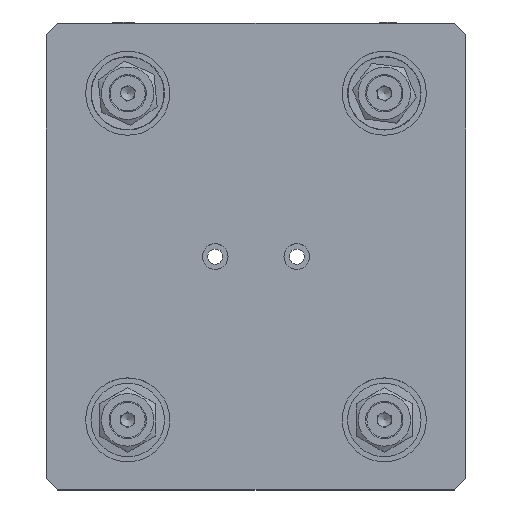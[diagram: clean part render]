
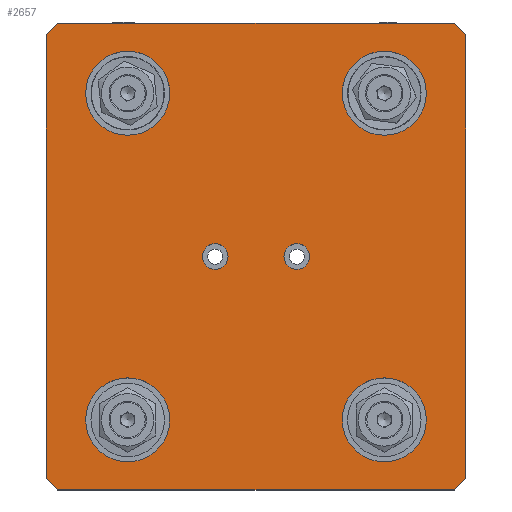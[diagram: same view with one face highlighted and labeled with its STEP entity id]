
A CAD part, top view. The second image highlights one B-rep face of the part: STEP entity #2657.
In plain terms, the highlighted planar face has unit normal (0, 0, 1).
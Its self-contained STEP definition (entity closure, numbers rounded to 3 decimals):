
#200=FACE_BOUND('',#582,.T.);
#201=FACE_BOUND('',#583,.T.);
#202=FACE_BOUND('',#584,.T.);
#203=FACE_BOUND('',#585,.T.);
#204=FACE_BOUND('',#586,.T.);
#205=FACE_BOUND('',#587,.T.);
#235=CIRCLE('',#3023,18.);
#238=CIRCLE('',#3029,18.);
#241=CIRCLE('',#3035,18.);
#244=CIRCLE('',#3041,18.);
#247=CIRCLE('',#3047,5.5);
#250=CIRCLE('',#3053,5.5);
#398=FACE_OUTER_BOUND('',#581,.T.);
#581=EDGE_LOOP('',(#1894,#1895,#1896,#1897,#1898,#1899,#1900,#1901));
#582=EDGE_LOOP('',(#1902));
#583=EDGE_LOOP('',(#1903));
#584=EDGE_LOOP('',(#1904));
#585=EDGE_LOOP('',(#1905));
#586=EDGE_LOOP('',(#1906));
#587=EDGE_LOOP('',(#1907));
#752=LINE('',#4243,#967);
#758=LINE('',#4254,#973);
#765=LINE('',#4281,#980);
#768=LINE('',#4286,#983);
#769=LINE('',#4289,#984);
#772=LINE('',#4294,#987);
#773=LINE('',#4297,#988);
#787=LINE('',#4366,#1002);
#967=VECTOR('',#3349,10.);
#973=VECTOR('',#3357,10.);
#980=VECTOR('',#3380,10.);
#983=VECTOR('',#3385,10.);
#984=VECTOR('',#3388,10.);
#987=VECTOR('',#3393,10.);
#988=VECTOR('',#3396,10.);
#1002=VECTOR('',#3484,10.);
#1182=VERTEX_POINT('',#4241);
#1183=VERTEX_POINT('',#4242);
#1187=VERTEX_POINT('',#4252);
#1199=VERTEX_POINT('',#4280);
#1200=VERTEX_POINT('',#4284);
#1201=VERTEX_POINT('',#4288);
#1202=VERTEX_POINT('',#4292);
#1203=VERTEX_POINT('',#4296);
#1206=VERTEX_POINT('',#4305);
#1209=VERTEX_POINT('',#4316);
#1212=VERTEX_POINT('',#4327);
#1215=VERTEX_POINT('',#4338);
#1218=VERTEX_POINT('',#4349);
#1221=VERTEX_POINT('',#4360);
#1417=EDGE_CURVE('',#1182,#1183,#752,.T.);
#1423=EDGE_CURVE('',#1182,#1187,#758,.T.);
#1436=EDGE_CURVE('',#1199,#1187,#765,.T.);
#1439=EDGE_CURVE('',#1199,#1200,#768,.T.);
#1440=EDGE_CURVE('',#1201,#1200,#769,.T.);
#1443=EDGE_CURVE('',#1201,#1202,#772,.T.);
#1444=EDGE_CURVE('',#1203,#1202,#773,.T.);
#1448=EDGE_CURVE('',#1206,#1206,#235,.T.);
#1453=EDGE_CURVE('',#1209,#1209,#238,.T.);
#1458=EDGE_CURVE('',#1212,#1212,#241,.T.);
#1463=EDGE_CURVE('',#1215,#1215,#244,.T.);
#1468=EDGE_CURVE('',#1218,#1218,#247,.T.);
#1473=EDGE_CURVE('',#1221,#1221,#250,.T.);
#1476=EDGE_CURVE('',#1203,#1183,#787,.T.);
#1894=ORIENTED_EDGE('',*,*,#1417,.F.);
#1895=ORIENTED_EDGE('',*,*,#1423,.T.);
#1896=ORIENTED_EDGE('',*,*,#1436,.F.);
#1897=ORIENTED_EDGE('',*,*,#1439,.T.);
#1898=ORIENTED_EDGE('',*,*,#1440,.F.);
#1899=ORIENTED_EDGE('',*,*,#1443,.T.);
#1900=ORIENTED_EDGE('',*,*,#1444,.F.);
#1901=ORIENTED_EDGE('',*,*,#1476,.T.);
#1902=ORIENTED_EDGE('',*,*,#1448,.T.);
#1903=ORIENTED_EDGE('',*,*,#1453,.T.);
#1904=ORIENTED_EDGE('',*,*,#1458,.T.);
#1905=ORIENTED_EDGE('',*,*,#1463,.T.);
#1906=ORIENTED_EDGE('',*,*,#1468,.T.);
#1907=ORIENTED_EDGE('',*,*,#1473,.T.);
#2545=PLANE('',#3056);
#2657=ADVANCED_FACE('',(#398,#200,#201,#202,#203,#204,#205),#2545,.T.);
#3023=AXIS2_PLACEMENT_3D('',#4306,#3406,#3407);
#3029=AXIS2_PLACEMENT_3D('',#4317,#3420,#3421);
#3035=AXIS2_PLACEMENT_3D('',#4328,#3434,#3435);
#3041=AXIS2_PLACEMENT_3D('',#4339,#3448,#3449);
#3047=AXIS2_PLACEMENT_3D('',#4350,#3462,#3463);
#3053=AXIS2_PLACEMENT_3D('',#4361,#3476,#3477);
#3056=AXIS2_PLACEMENT_3D('',#4367,#3485,#3486);
#3349=DIRECTION('',(-0.707,0.707,0.));
#3357=DIRECTION('',(1.,0.,0.));
#3380=DIRECTION('',(-0.707,-0.707,0.));
#3385=DIRECTION('',(0.,1.,0.));
#3388=DIRECTION('',(0.707,-0.707,0.));
#3393=DIRECTION('',(-1.,0.,0.));
#3396=DIRECTION('',(0.707,0.707,0.));
#3406=DIRECTION('center_axis',(0.,0.,-1.));
#3407=DIRECTION('ref_axis',(1.,0.,0.));
#3420=DIRECTION('center_axis',(0.,0.,-1.));
#3421=DIRECTION('ref_axis',(1.,0.,0.));
#3434=DIRECTION('center_axis',(0.,0.,-1.));
#3435=DIRECTION('ref_axis',(1.,0.,0.));
#3448=DIRECTION('center_axis',(0.,0.,-1.));
#3449=DIRECTION('ref_axis',(1.,0.,0.));
#3462=DIRECTION('center_axis',(0.,0.,-1.));
#3463=DIRECTION('ref_axis',(1.,0.,0.));
#3476=DIRECTION('center_axis',(0.,0.,-1.));
#3477=DIRECTION('ref_axis',(1.,0.,0.));
#3484=DIRECTION('',(0.,-1.,0.));
#3485=DIRECTION('center_axis',(0.,0.,1.));
#3486=DIRECTION('ref_axis',(1.,0.,0.));
#4241=CARTESIAN_POINT('',(-85.,-100.,25.));
#4242=CARTESIAN_POINT('',(-90.,-95.,25.));
#4243=CARTESIAN_POINT('',(-90.,-95.,25.));
#4252=CARTESIAN_POINT('',(85.,-100.,25.));
#4254=CARTESIAN_POINT('',(90.,-100.,25.));
#4280=CARTESIAN_POINT('',(90.,-95.,25.));
#4281=CARTESIAN_POINT('',(90.,-95.,25.));
#4284=CARTESIAN_POINT('',(90.,95.,25.));
#4286=CARTESIAN_POINT('',(90.,100.,25.));
#4288=CARTESIAN_POINT('',(85.,100.,25.));
#4289=CARTESIAN_POINT('',(90.,95.,25.));
#4292=CARTESIAN_POINT('',(-85.,100.,25.));
#4294=CARTESIAN_POINT('',(-90.,100.,25.));
#4296=CARTESIAN_POINT('',(-90.,95.,25.));
#4297=CARTESIAN_POINT('',(-90.,95.,25.));
#4305=CARTESIAN_POINT('',(37.,-70.,25.));
#4306=CARTESIAN_POINT('Origin',(55.,-70.,25.));
#4316=CARTESIAN_POINT('',(-73.,70.,25.));
#4317=CARTESIAN_POINT('Origin',(-55.,70.,25.));
#4327=CARTESIAN_POINT('',(37.,70.,25.));
#4328=CARTESIAN_POINT('Origin',(55.,70.,25.));
#4338=CARTESIAN_POINT('',(-73.,-70.,25.));
#4339=CARTESIAN_POINT('Origin',(-55.,-70.,25.));
#4349=CARTESIAN_POINT('',(-23.,0.,25.));
#4350=CARTESIAN_POINT('Origin',(-17.5,0.,25.));
#4360=CARTESIAN_POINT('',(12.,0.,25.));
#4361=CARTESIAN_POINT('Origin',(17.5,0.,25.));
#4366=CARTESIAN_POINT('',(-90.,-100.,25.));
#4367=CARTESIAN_POINT('Origin',(0.,0.,25.));
